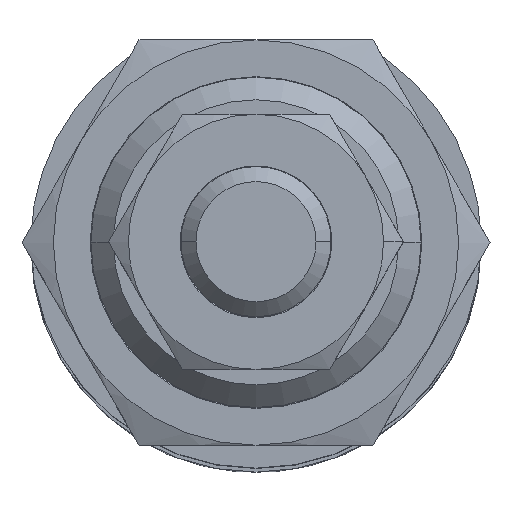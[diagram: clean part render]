
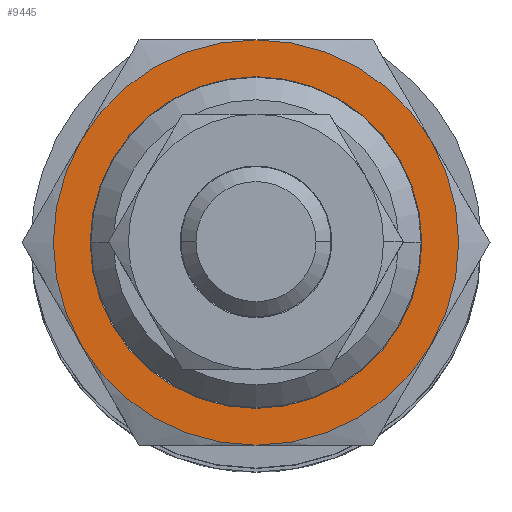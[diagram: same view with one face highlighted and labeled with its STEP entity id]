
A CAD part, top view. The second image highlights one B-rep face of the part: STEP entity #9445.
In plain terms, the highlighted planar face has unit normal (0, 0, 1).
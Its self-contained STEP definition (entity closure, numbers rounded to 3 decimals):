
#23 = VERTEX_POINT ( 'NONE', #5490 ) ;
#33 = DIRECTION ( 'NONE',  ( 0., 0., 1. ) ) ;
#156 = AXIS2_PLACEMENT_3D ( 'NONE', #8074, #11856, #8862 ) ;
#451 = CARTESIAN_POINT ( 'NONE',  ( -11.691, 6.75, 182. ) ) ;
#502 = CIRCLE ( 'NONE', #8885, 13.5 ) ;
#551 = PLANE ( 'NONE',  #156 ) ;
#700 = EDGE_CURVE ( 'NONE', #9003, #23, #9993, .T. ) ;
#835 = DIRECTION ( 'NONE',  ( 0., 0., 1. ) ) ;
#939 = EDGE_LOOP ( 'NONE', ( #3498, #7449 ) ) ;
#1181 = VERTEX_POINT ( 'NONE', #6181 ) ;
#1283 = ORIENTED_EDGE ( 'NONE', *, *, #2773, .T. ) ;
#1361 = EDGE_CURVE ( 'NONE', #1946, #9003, #10566, .T. ) ;
#1432 = CIRCLE ( 'NONE', #9826, 13.5 ) ;
#1576 = FACE_OUTER_BOUND ( 'NONE', #3757, .T. ) ;
#1765 = DIRECTION ( 'NONE',  ( 0.866, 0.5, 0. ) ) ;
#1946 = VERTEX_POINT ( 'NONE', #7818 ) ;
#2000 = DIRECTION ( 'NONE',  ( 0., 0., 1. ) ) ;
#2048 = EDGE_CURVE ( 'NONE', #2359, #1946, #10976, .T. ) ;
#2296 = DIRECTION ( 'NONE',  ( 0.866, 0.5, 0. ) ) ;
#2359 = VERTEX_POINT ( 'NONE', #8142 ) ;
#2773 = EDGE_CURVE ( 'NONE', #8943, #2359, #1432, .T. ) ;
#3271 = DIRECTION ( 'NONE',  ( 0., 0., 1. ) ) ;
#3288 = VERTEX_POINT ( 'NONE', #5100 ) ;
#3498 = ORIENTED_EDGE ( 'NONE', *, *, #5923, .F. ) ;
#3538 = CARTESIAN_POINT ( 'NONE',  ( 0., 0., 182. ) ) ;
#3757 = EDGE_LOOP ( 'NONE', ( #6473, #9637, #11225, #1283, #10128, #9873 ) ) ;
#4137 = CARTESIAN_POINT ( 'NONE',  ( 0., 0., 182. ) ) ;
#4154 = CARTESIAN_POINT ( 'NONE',  ( 0., 0., 182. ) ) ;
#4335 = FACE_BOUND ( 'NONE', #939, .T. ) ;
#4414 = AXIS2_PLACEMENT_3D ( 'NONE', #11655, #3271, #11771 ) ;
#4475 = CARTESIAN_POINT ( 'NONE',  ( 11.691, -6.75, 182. ) ) ;
#4522 = DIRECTION ( 'NONE',  ( 0., 0., 1. ) ) ;
#4562 = DIRECTION ( 'NONE',  ( 0.866, 0.5, 0. ) ) ;
#4601 = DIRECTION ( 'NONE',  ( 0., 0., 1. ) ) ;
#4728 = DIRECTION ( 'NONE',  ( 0.866, 0.5, 0. ) ) ;
#4744 = EDGE_CURVE ( 'NONE', #1181, #3288, #11833, .T. ) ;
#5001 = CIRCLE ( 'NONE', #4414, 13.5 ) ;
#5100 = CARTESIAN_POINT ( 'NONE',  ( 9.57, 5.525, 182. ) ) ;
#5106 = AXIS2_PLACEMENT_3D ( 'NONE', #3538, #4522, #1765 ) ;
#5490 = CARTESIAN_POINT ( 'NONE',  ( 11.691, 6.75, 182. ) ) ;
#5504 = AXIS2_PLACEMENT_3D ( 'NONE', #4137, #4601, #4728 ) ;
#5923 = EDGE_CURVE ( 'NONE', #3288, #1181, #5980, .T. ) ;
#5980 = CIRCLE ( 'NONE', #6172, 11.05 ) ;
#6172 = AXIS2_PLACEMENT_3D ( 'NONE', #11046, #2000, #9271 ) ;
#6181 = CARTESIAN_POINT ( 'NONE',  ( -9.57, -5.525, 182. ) ) ;
#6340 = EDGE_CURVE ( 'NONE', #23, #10736, #5001, .T. ) ;
#6473 = ORIENTED_EDGE ( 'NONE', *, *, #700, .T. ) ;
#6972 = DIRECTION ( 'NONE',  ( 0., 0., 1. ) ) ;
#7087 = DIRECTION ( 'NONE',  ( 0.866, 0.5, 0. ) ) ;
#7449 = ORIENTED_EDGE ( 'NONE', *, *, #4744, .F. ) ;
#7493 = CARTESIAN_POINT ( 'NONE',  ( 0., 0., 182. ) ) ;
#7749 = DIRECTION ( 'NONE',  ( 0., 0., 1. ) ) ;
#7818 = CARTESIAN_POINT ( 'NONE',  ( 0., -13.5, 182. ) ) ;
#7929 = CARTESIAN_POINT ( 'NONE',  ( 0., 0., 182. ) ) ;
#8074 = CARTESIAN_POINT ( 'NONE',  ( 0., 0., 182. ) ) ;
#8142 = CARTESIAN_POINT ( 'NONE',  ( -11.691, -6.75, 182. ) ) ;
#8332 = EDGE_CURVE ( 'NONE', #10736, #8943, #502, .T. ) ;
#8590 = DIRECTION ( 'NONE',  ( 0.866, 0.5, 0. ) ) ;
#8862 = DIRECTION ( 'NONE',  ( 0.866, 0.5, 0. ) ) ;
#8885 = AXIS2_PLACEMENT_3D ( 'NONE', #9207, #835, #4562 ) ;
#8943 = VERTEX_POINT ( 'NONE', #451 ) ;
#9003 = VERTEX_POINT ( 'NONE', #4475 ) ;
#9207 = CARTESIAN_POINT ( 'NONE',  ( 0., 0., 182. ) ) ;
#9271 = DIRECTION ( 'NONE',  ( 0.866, 0.5, 0. ) ) ;
#9297 = AXIS2_PLACEMENT_3D ( 'NONE', #7493, #33, #8590 ) ;
#9313 = CARTESIAN_POINT ( 'NONE',  ( 0., 13.5, 182. ) ) ;
#9445 = ADVANCED_FACE ( 'NONE', ( #4335, #1576 ), #551, .T. ) ;
#9637 = ORIENTED_EDGE ( 'NONE', *, *, #6340, .T. ) ;
#9826 = AXIS2_PLACEMENT_3D ( 'NONE', #4154, #6972, #7087 ) ;
#9873 = ORIENTED_EDGE ( 'NONE', *, *, #1361, .T. ) ;
#9993 = CIRCLE ( 'NONE', #10389, 13.5 ) ;
#10128 = ORIENTED_EDGE ( 'NONE', *, *, #2048, .T. ) ;
#10389 = AXIS2_PLACEMENT_3D ( 'NONE', #7929, #7749, #2296 ) ;
#10566 = CIRCLE ( 'NONE', #5106, 13.5 ) ;
#10736 = VERTEX_POINT ( 'NONE', #9313 ) ;
#10976 = CIRCLE ( 'NONE', #5504, 13.5 ) ;
#11046 = CARTESIAN_POINT ( 'NONE',  ( 0., 0., 182. ) ) ;
#11225 = ORIENTED_EDGE ( 'NONE', *, *, #8332, .T. ) ;
#11655 = CARTESIAN_POINT ( 'NONE',  ( 0., 0., 182. ) ) ;
#11771 = DIRECTION ( 'NONE',  ( 0.866, 0.5, 0. ) ) ;
#11833 = CIRCLE ( 'NONE', #9297, 11.05 ) ;
#11856 = DIRECTION ( 'NONE',  ( 0., 0., 1. ) ) ;
